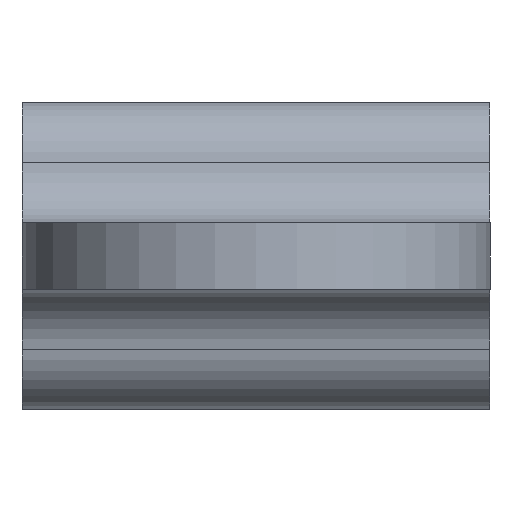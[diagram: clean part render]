
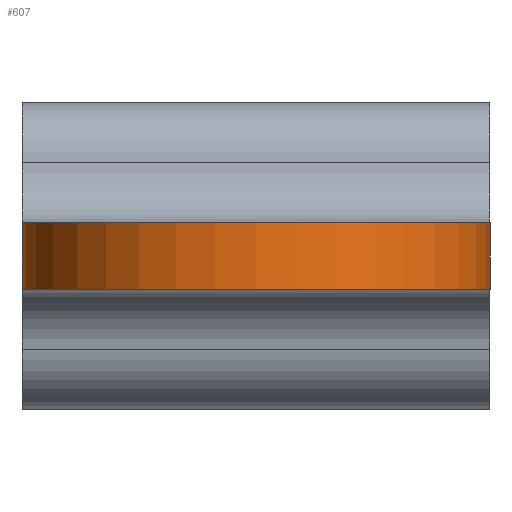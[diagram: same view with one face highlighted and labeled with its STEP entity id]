
A CAD part, front view. The second image highlights one B-rep face of the part: STEP entity #607.
In plain terms, the highlighted cylindrical face has radius 17.5 mm (diameter 35 mm), a partial arc.
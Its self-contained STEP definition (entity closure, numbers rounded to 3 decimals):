
#11 = EDGE_LOOP ( 'NONE', ( #1243, #1545, #942, #1536 ) ) ;
#126 = CIRCLE ( 'NONE', #1627, 17.5 ) ;
#213 = FACE_OUTER_BOUND ( 'NONE', #11, .T. ) ;
#222 = CARTESIAN_POINT ( 'NONE',  ( -9.686, -15., 5. ) ) ;
#278 = CARTESIAN_POINT ( 'NONE',  ( 25.314, -15., 5. ) ) ;
#308 = DIRECTION ( 'NONE',  ( -1., 0., 0. ) ) ;
#327 = CARTESIAN_POINT ( 'NONE',  ( 7.814, -15., 5. ) ) ;
#596 = EDGE_CURVE ( 'NONE', #1404, #1276, #1258, .T. ) ;
#607 = ADVANCED_FACE ( 'NONE', ( #213 ), #984, .T. ) ;
#659 = VERTEX_POINT ( 'NONE', #1192 ) ;
#675 = VECTOR ( 'NONE', #1327, 1000. ) ;
#679 = CARTESIAN_POINT ( 'NONE',  ( 25.314, -15., 0. ) ) ;
#700 = DIRECTION ( 'NONE',  ( -1., 0., 0. ) ) ;
#750 = DIRECTION ( 'NONE',  ( 0., 0., -1. ) ) ;
#775 = EDGE_CURVE ( 'NONE', #1276, #1152, #1148, .T. ) ;
#789 = LINE ( 'NONE', #278, #675 ) ;
#805 = EDGE_CURVE ( 'NONE', #1404, #659, #126, .T. ) ;
#942 = ORIENTED_EDGE ( 'NONE', *, *, #805, .F. ) ;
#984 = CYLINDRICAL_SURFACE ( 'NONE', #1334, 17.5 ) ;
#1106 = CARTESIAN_POINT ( 'NONE',  ( -9.686, -15., 0. ) ) ;
#1148 = CIRCLE ( 'NONE', #1228, 17.5 ) ;
#1152 = VERTEX_POINT ( 'NONE', #679 ) ;
#1192 = CARTESIAN_POINT ( 'NONE',  ( 25.314, -15., 5. ) ) ;
#1210 = CARTESIAN_POINT ( 'NONE',  ( 7.814, -15., 0. ) ) ;
#1228 = AXIS2_PLACEMENT_3D ( 'NONE', #1210, #1366, #700 ) ;
#1243 = ORIENTED_EDGE ( 'NONE', *, *, #775, .T. ) ;
#1258 = LINE ( 'NONE', #222, #1392 ) ;
#1267 = DIRECTION ( 'NONE',  ( -1., 0., 0. ) ) ;
#1276 = VERTEX_POINT ( 'NONE', #1106 ) ;
#1327 = DIRECTION ( 'NONE',  ( 0., 0., -1. ) ) ;
#1334 = AXIS2_PLACEMENT_3D ( 'NONE', #327, #750, #1267 ) ;
#1366 = DIRECTION ( 'NONE',  ( 0., 0., 1. ) ) ;
#1392 = VECTOR ( 'NONE', #1518, 1000. ) ;
#1404 = VERTEX_POINT ( 'NONE', #1682 ) ;
#1485 = CARTESIAN_POINT ( 'NONE',  ( 7.814, -15., 5. ) ) ;
#1518 = DIRECTION ( 'NONE',  ( 0., 0., -1. ) ) ;
#1536 = ORIENTED_EDGE ( 'NONE', *, *, #596, .T. ) ;
#1545 = ORIENTED_EDGE ( 'NONE', *, *, #1650, .F. ) ;
#1627 = AXIS2_PLACEMENT_3D ( 'NONE', #1485, #1652, #308 ) ;
#1650 = EDGE_CURVE ( 'NONE', #659, #1152, #789, .T. ) ;
#1652 = DIRECTION ( 'NONE',  ( 0., 0., 1. ) ) ;
#1682 = CARTESIAN_POINT ( 'NONE',  ( -9.686, -15., 5. ) ) ;
